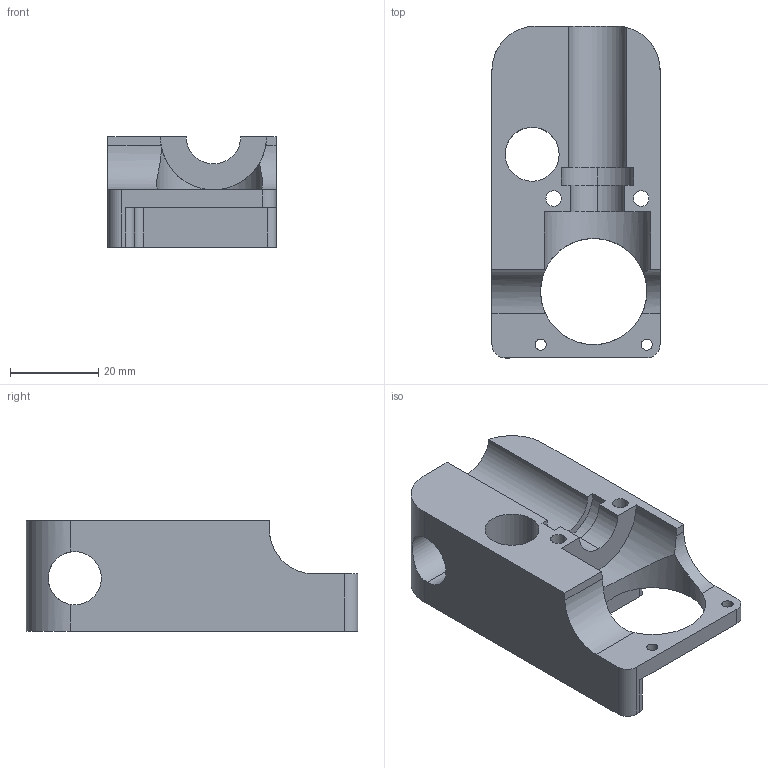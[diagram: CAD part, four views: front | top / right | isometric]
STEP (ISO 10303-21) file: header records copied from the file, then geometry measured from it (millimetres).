
FILE_DESCRIPTION (( 'STEP AP203' ), '1' );
FILE_NAME ('e3d盓殤1.step', '2020-08-13T07:30:51', ( '' ), ( '' ), 'SwSTEP 2.0', 'SolidWorks 2018', '' );
FILE_SCHEMA (( 'CONFIG_CONTROL_DESIGN' ));
Length unit declared in the file: millimetre
Products named in the file (1): e3d盓殤1
Bounding box: 38 x 75 x 25 mm (x, y, z)
Volume: 36035.8 mm3; surface area: 13193.7 mm2
Topology: 1 solids, 1 shells, 65 faces, 186 edges, 124 vertices
Faces by surface type: cylinder 33, plane 32
Entity records: 2411 total; most frequent: CARTESIAN_POINT 556, DIRECTION 374, ORIENTED_EDGE 372, EDGE_CURVE 186, AXIS2_PLACEMENT_3D 132, VERTEX_POINT 124, VECTOR 110, LINE 110
